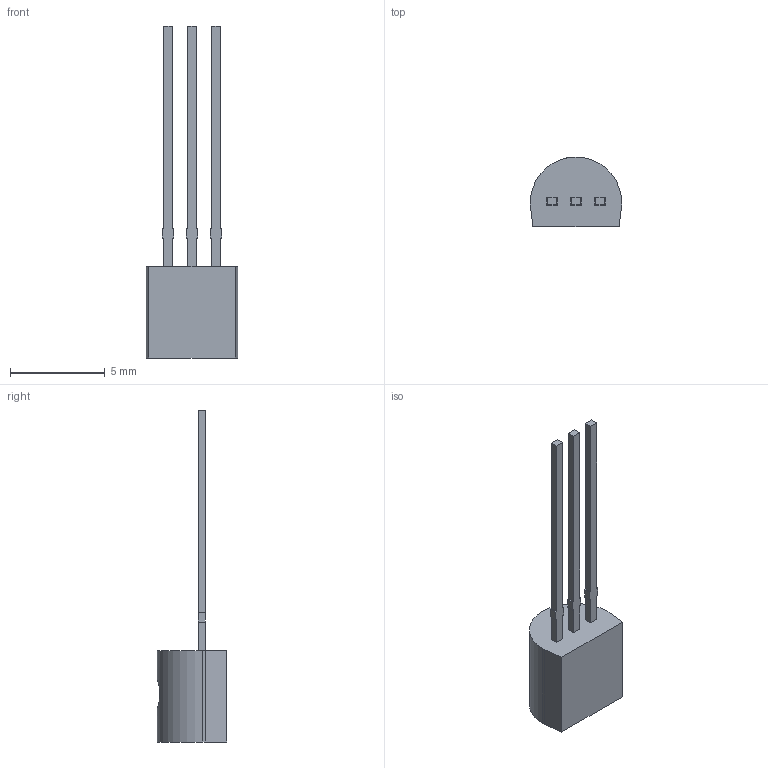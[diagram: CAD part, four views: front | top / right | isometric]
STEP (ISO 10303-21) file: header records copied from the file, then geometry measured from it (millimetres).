
FILE_DESCRIPTION((''),'2;1');
FILE_NAME('LP0003A_ASM','2015-03-26T',('a0412025'),(''),'PRO/ENGINEER BY PARAMETRIC TECHNOLOGY CORPORATION, 2011490','PRO/ENGINEER BY PARAMETRIC TECHNOLOGY CORPORATION, 2011490','');
FILE_SCHEMA(('AUTOMOTIVE_DESIGN_CC2 { 1 2 10303 214 -1 1 5 2 }'));
Length unit declared in the file: millimetre
Products named in the file (3): BODY-TO92; LEAD-TO92; LP0003A_ASM
Assembly tree (4 placements, depth 2):
  LP0003A_ASM
    BODY-TO92
    LEAD-TO92  x3
Bounding box: 4.83 x 3.68 x 17.53 mm (x, y, z)
Volume: 79.2 mm3; surface area: 168.2 mm2
Topology: 4 solids, 4 shells, 53 faces, 132 edges, 88 vertices
Faces by surface type: plane 50, cylinder 3
Entity records: 1061 total; most frequent: CARTESIAN_POINT 170, DIRECTION 126, ORIENTED_EDGE 120, PRESENTATION_STYLE_ASSIGNMENT 62, STYLED_ITEM 62, CURVE_STYLE 60, EDGE_CURVE 60, VECTOR 54
